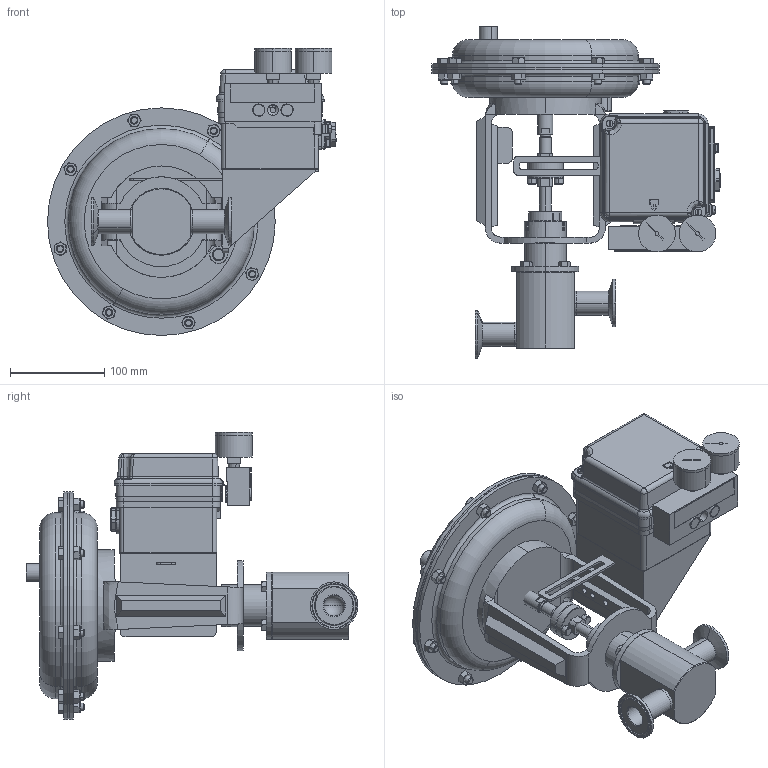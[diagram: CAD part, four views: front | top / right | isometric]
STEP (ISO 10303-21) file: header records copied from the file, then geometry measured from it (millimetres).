
FILE_DESCRIPTION (( 'STEP AP203' ), '1' );
FILE_NAME ('978ENSP-100-JD-35M-16IP.STEP', '2017-06-12T20:17:26', ( '' ), ( '' ), 'SwSTEP 2.0', 'SolidWorks 2014', '' );
FILE_SCHEMA (( 'CONFIG_CONTROL_DESIGN' ));
Products named in the file (2): 978ENSP-100-JD-35M-16IP
Bounding box: 306.2 x 351.76 x 304.2 mm (x, y, z)
Volume: 4383501.1 mm3; surface area: 787742.4 mm2
Topology: 81 solids, 81 shells, 2725 faces, 6527 edges, 3944 vertices
Faces by surface type: plane 1111, cylinder 696, cone 489, bspline 373, torus 54, sphere 2
Entity records: 94911 total; most frequent: CARTESIAN_POINT 35751, ORIENTED_EDGE 12870, DIRECTION 11373, EDGE_CURVE 6435, AXIS2_PLACEMENT_3D 4243, VERTEX_POINT 3944, VECTOR 2887, LINE 2887
